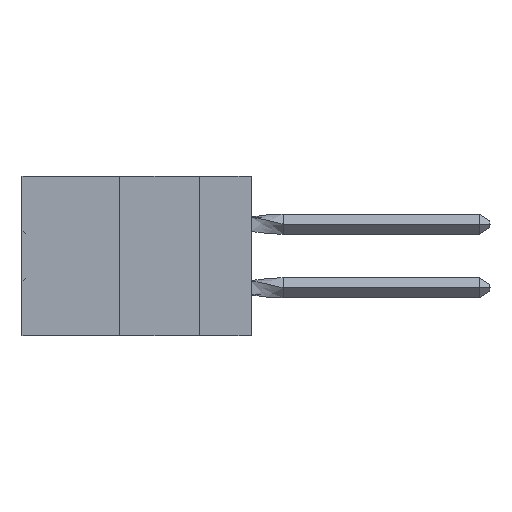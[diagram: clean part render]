
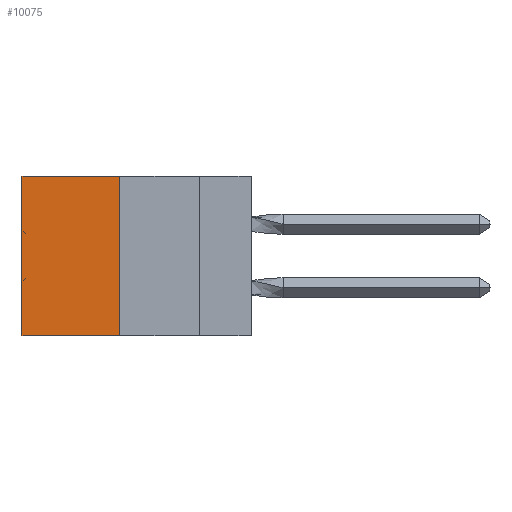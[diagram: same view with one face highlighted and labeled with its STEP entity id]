
A CAD part, left-side view. The second image highlights one B-rep face of the part: STEP entity #10075.
In plain terms, the highlighted planar face has unit normal (-1, 0, 0).
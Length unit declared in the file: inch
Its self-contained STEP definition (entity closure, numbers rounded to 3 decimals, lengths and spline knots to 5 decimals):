
#894 = CARTESIAN_POINT ( 'NONE',  ( 0.305, 0.72, 0. ) ) ;
#2597 = EDGE_CURVE ( 'NONE', #29745, #46796, #31212, .T. ) ;
#3074 = ORIENTED_EDGE ( 'NONE', *, *, #2597, .F. ) ;
#3573 = DIRECTION ( 'NONE',  ( 0., 0., -1. ) ) ;
#7693 = VERTEX_POINT ( 'NONE', #58199 ) ;
#10075 = ADVANCED_FACE ( 'NONE', ( #13129 ), #16431, .F. ) ;
#12416 = EDGE_LOOP ( 'NONE', ( #23846, #42087, #3074, #13576 ) ) ;
#13129 = FACE_OUTER_BOUND ( 'NONE', #12416, .T. ) ;
#13576 = ORIENTED_EDGE ( 'NONE', *, *, #57670, .T. ) ;
#15952 = LINE ( 'NONE', #58224, #42162 ) ;
#16431 = PLANE ( 'NONE',  #52772 ) ;
#16809 = CARTESIAN_POINT ( 'NONE',  ( 0.305, 0.413, -0.5 ) ) ;
#20809 = CARTESIAN_POINT ( 'NONE',  ( 0.305, 0.413, -0.5 ) ) ;
#23846 = ORIENTED_EDGE ( 'NONE', *, *, #41116, .T. ) ;
#27563 = EDGE_CURVE ( 'NONE', #46796, #7693, #30452, .T. ) ;
#29745 = VERTEX_POINT ( 'NONE', #31692 ) ;
#29805 = VECTOR ( 'NONE', #3573, 39.37008 ) ;
#30452 = LINE ( 'NONE', #45607, #32604 ) ;
#31212 = LINE ( 'NONE', #20809, #29805 ) ;
#31692 = CARTESIAN_POINT ( 'NONE',  ( 0.305, 0.413, 0. ) ) ;
#31903 = DIRECTION ( 'NONE',  ( 0., 1., 0. ) ) ;
#32604 = VECTOR ( 'NONE', #31903, 39.37008 ) ;
#33553 = VERTEX_POINT ( 'NONE', #894 ) ;
#40589 = CARTESIAN_POINT ( 'NONE',  ( 0.305, 0.413, -0.5 ) ) ;
#41116 = EDGE_CURVE ( 'NONE', #33553, #7693, #54674, .T. ) ;
#42087 = ORIENTED_EDGE ( 'NONE', *, *, #27563, .F. ) ;
#42162 = VECTOR ( 'NONE', #48594, 39.37008 ) ;
#43294 = DIRECTION ( 'NONE',  ( 1., 0., 0. ) ) ;
#45607 = CARTESIAN_POINT ( 'NONE',  ( 0.305, 0.413, -0.5 ) ) ;
#46672 = CARTESIAN_POINT ( 'NONE',  ( 0.305, 0.72, -0.5 ) ) ;
#46796 = VERTEX_POINT ( 'NONE', #40589 ) ;
#48401 = DIRECTION ( 'NONE',  ( 0., 0., -1. ) ) ;
#48594 = DIRECTION ( 'NONE',  ( 0., 1., 0. ) ) ;
#50411 = VECTOR ( 'NONE', #51233, 39.37008 ) ;
#51233 = DIRECTION ( 'NONE',  ( 0., 0., -1. ) ) ;
#52772 = AXIS2_PLACEMENT_3D ( 'NONE', #16809, #43294, #48401 ) ;
#54674 = LINE ( 'NONE', #46672, #50411 ) ;
#57670 = EDGE_CURVE ( 'NONE', #29745, #33553, #15952, .T. ) ;
#58199 = CARTESIAN_POINT ( 'NONE',  ( 0.305, 0.72, -0.5 ) ) ;
#58224 = CARTESIAN_POINT ( 'NONE',  ( 0.305, 0.413, 0. ) ) ;
